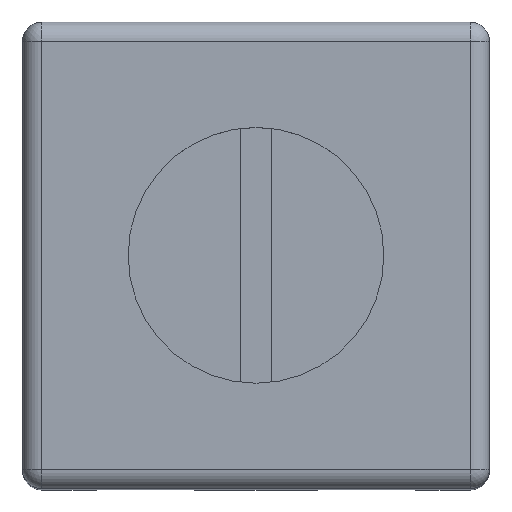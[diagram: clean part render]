
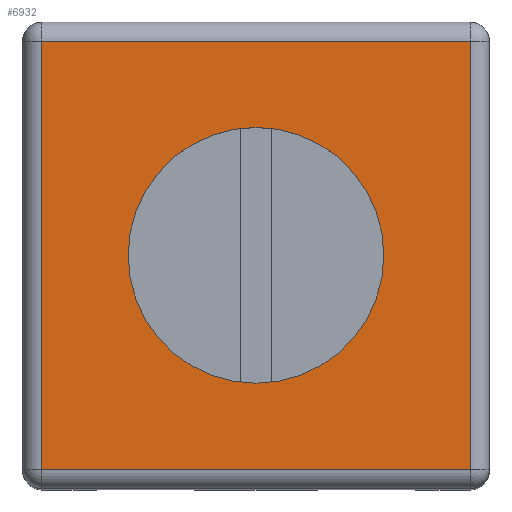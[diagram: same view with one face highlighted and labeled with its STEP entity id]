
A CAD part, top view. The second image highlights one B-rep face of the part: STEP entity #6932.
In plain terms, the highlighted planar face has unit normal (0, 0, 1).
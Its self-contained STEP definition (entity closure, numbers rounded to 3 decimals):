
#5445 = CYLINDRICAL_SURFACE('',#5446,0.3);
#5446 = AXIS2_PLACEMENT_3D('',#5447,#5448,#5449);
#5447 = CARTESIAN_POINT('',(3.35,3.35,11.2));
#5448 = DIRECTION('',(0.,-1.,0.));
#5449 = DIRECTION('',(0.,0.,-1.));
#5890 = VERTEX_POINT('',#5891);
#5891 = CARTESIAN_POINT('',(3.35,3.35,11.5));
#5933 = EDGE_CURVE('',#5890,#5934,#5936,.T.);
#5934 = VERTEX_POINT('',#5935);
#5935 = CARTESIAN_POINT('',(3.35,-3.35,11.5));
#5936 = SURFACE_CURVE('',#5937,(#5941,#5948),.PCURVE_S1.);
#5937 = LINE('',#5938,#5939);
#5938 = CARTESIAN_POINT('',(3.35,3.35,11.5));
#5939 = VECTOR('',#5940,1.);
#5940 = DIRECTION('',(0.,-1.,0.));
#5941 = PCURVE('',#5445,#5942);
#5942 = DEFINITIONAL_REPRESENTATION('',(#5943),#5947);
#5943 = LINE('',#5944,#5945);
#5944 = CARTESIAN_POINT('',(3.142,0.));
#5945 = VECTOR('',#5946,1.);
#5946 = DIRECTION('',(0.,1.));
#5947 = ( GEOMETRIC_REPRESENTATION_CONTEXT(2) 
PARAMETRIC_REPRESENTATION_CONTEXT() REPRESENTATION_CONTEXT('2D SPACE',''
  ) );
#5948 = PCURVE('',#5949,#5954);
#5949 = PLANE('',#5950);
#5950 = AXIS2_PLACEMENT_3D('',#5951,#5952,#5953);
#5951 = CARTESIAN_POINT('',(-3.35,3.35,11.5));
#5952 = DIRECTION('',(0.,0.,1.));
#5953 = DIRECTION('',(1.,0.,0.));
#5954 = DEFINITIONAL_REPRESENTATION('',(#5955),#5959);
#5955 = LINE('',#5956,#5957);
#5956 = CARTESIAN_POINT('',(6.7,0.));
#5957 = VECTOR('',#5958,1.);
#5958 = DIRECTION('',(0.,-1.));
#5959 = ( GEOMETRIC_REPRESENTATION_CONTEXT(2) 
PARAMETRIC_REPRESENTATION_CONTEXT() REPRESENTATION_CONTEXT('2D SPACE',''
  ) );
#6503 = CYLINDRICAL_SURFACE('',#6504,2.);
#6504 = AXIS2_PLACEMENT_3D('',#6505,#6506,#6507);
#6505 = CARTESIAN_POINT('',(0.,0.,11.5));
#6506 = DIRECTION('',(0.,0.,1.));
#6507 = DIRECTION('',(1.,0.,0.));
#6775 = CYLINDRICAL_SURFACE('',#6776,0.3);
#6776 = AXIS2_PLACEMENT_3D('',#6777,#6778,#6779);
#6777 = CARTESIAN_POINT('',(-3.35,3.35,11.2));
#6778 = DIRECTION('',(1.,0.,0.));
#6779 = DIRECTION('',(0.,0.,-1.));
#6932 = ADVANCED_FACE('',(#6933,#7013),#5949,.T.);
#6933 = FACE_BOUND('',#6934,.T.);
#6934 = EDGE_LOOP('',(#6935,#6958,#6986,#7012));
#6935 = ORIENTED_EDGE('',*,*,#6936,.F.);
#6936 = EDGE_CURVE('',#6937,#5890,#6939,.T.);
#6937 = VERTEX_POINT('',#6938);
#6938 = CARTESIAN_POINT('',(-3.35,3.35,11.5));
#6939 = SURFACE_CURVE('',#6940,(#6944,#6951),.PCURVE_S1.);
#6940 = LINE('',#6941,#6942);
#6941 = CARTESIAN_POINT('',(-3.35,3.35,11.5));
#6942 = VECTOR('',#6943,1.);
#6943 = DIRECTION('',(1.,0.,0.));
#6944 = PCURVE('',#5949,#6945);
#6945 = DEFINITIONAL_REPRESENTATION('',(#6946),#6950);
#6946 = LINE('',#6947,#6948);
#6947 = CARTESIAN_POINT('',(0.,0.));
#6948 = VECTOR('',#6949,1.);
#6949 = DIRECTION('',(1.,0.));
#6950 = ( GEOMETRIC_REPRESENTATION_CONTEXT(2) 
PARAMETRIC_REPRESENTATION_CONTEXT() REPRESENTATION_CONTEXT('2D SPACE',''
  ) );
#6951 = PCURVE('',#6775,#6952);
#6952 = DEFINITIONAL_REPRESENTATION('',(#6953),#6957);
#6953 = LINE('',#6954,#6955);
#6954 = CARTESIAN_POINT('',(3.142,0.));
#6955 = VECTOR('',#6956,1.);
#6956 = DIRECTION('',(0.,1.));
#6957 = ( GEOMETRIC_REPRESENTATION_CONTEXT(2) 
PARAMETRIC_REPRESENTATION_CONTEXT() REPRESENTATION_CONTEXT('2D SPACE',''
  ) );
#6958 = ORIENTED_EDGE('',*,*,#6959,.F.);
#6959 = EDGE_CURVE('',#6960,#6937,#6962,.T.);
#6960 = VERTEX_POINT('',#6961);
#6961 = CARTESIAN_POINT('',(-3.35,-3.35,11.5));
#6962 = SURFACE_CURVE('',#6963,(#6967,#6974),.PCURVE_S1.);
#6963 = LINE('',#6964,#6965);
#6964 = CARTESIAN_POINT('',(-3.35,-3.35,11.5));
#6965 = VECTOR('',#6966,1.);
#6966 = DIRECTION('',(0.,1.,0.));
#6967 = PCURVE('',#5949,#6968);
#6968 = DEFINITIONAL_REPRESENTATION('',(#6969),#6973);
#6969 = LINE('',#6970,#6971);
#6970 = CARTESIAN_POINT('',(0.,-6.7));
#6971 = VECTOR('',#6972,1.);
#6972 = DIRECTION('',(0.,1.));
#6973 = ( GEOMETRIC_REPRESENTATION_CONTEXT(2) 
PARAMETRIC_REPRESENTATION_CONTEXT() REPRESENTATION_CONTEXT('2D SPACE',''
  ) );
#6974 = PCURVE('',#6975,#6980);
#6975 = CYLINDRICAL_SURFACE('',#6976,0.3);
#6976 = AXIS2_PLACEMENT_3D('',#6977,#6978,#6979);
#6977 = CARTESIAN_POINT('',(-3.35,-3.35,11.2));
#6978 = DIRECTION('',(0.,1.,0.));
#6979 = DIRECTION('',(0.,0.,-1.));
#6980 = DEFINITIONAL_REPRESENTATION('',(#6981),#6985);
#6981 = LINE('',#6982,#6983);
#6982 = CARTESIAN_POINT('',(3.142,0.));
#6983 = VECTOR('',#6984,1.);
#6984 = DIRECTION('',(0.,1.));
#6985 = ( GEOMETRIC_REPRESENTATION_CONTEXT(2) 
PARAMETRIC_REPRESENTATION_CONTEXT() REPRESENTATION_CONTEXT('2D SPACE',''
  ) );
#6986 = ORIENTED_EDGE('',*,*,#6987,.F.);
#6987 = EDGE_CURVE('',#5934,#6960,#6988,.T.);
#6988 = SURFACE_CURVE('',#6989,(#6993,#7000),.PCURVE_S1.);
#6989 = LINE('',#6990,#6991);
#6990 = CARTESIAN_POINT('',(3.35,-3.35,11.5));
#6991 = VECTOR('',#6992,1.);
#6992 = DIRECTION('',(-1.,0.,0.));
#6993 = PCURVE('',#5949,#6994);
#6994 = DEFINITIONAL_REPRESENTATION('',(#6995),#6999);
#6995 = LINE('',#6996,#6997);
#6996 = CARTESIAN_POINT('',(6.7,-6.7));
#6997 = VECTOR('',#6998,1.);
#6998 = DIRECTION('',(-1.,0.));
#6999 = ( GEOMETRIC_REPRESENTATION_CONTEXT(2) 
PARAMETRIC_REPRESENTATION_CONTEXT() REPRESENTATION_CONTEXT('2D SPACE',''
  ) );
#7000 = PCURVE('',#7001,#7006);
#7001 = CYLINDRICAL_SURFACE('',#7002,0.3);
#7002 = AXIS2_PLACEMENT_3D('',#7003,#7004,#7005);
#7003 = CARTESIAN_POINT('',(3.35,-3.35,11.2));
#7004 = DIRECTION('',(-1.,0.,0.));
#7005 = DIRECTION('',(-0.,0.,-1.));
#7006 = DEFINITIONAL_REPRESENTATION('',(#7007),#7011);
#7007 = LINE('',#7008,#7009);
#7008 = CARTESIAN_POINT('',(3.142,0.));
#7009 = VECTOR('',#7010,1.);
#7010 = DIRECTION('',(0.,1.));
#7011 = ( GEOMETRIC_REPRESENTATION_CONTEXT(2) 
PARAMETRIC_REPRESENTATION_CONTEXT() REPRESENTATION_CONTEXT('2D SPACE',''
  ) );
#7012 = ORIENTED_EDGE('',*,*,#5933,.F.);
#7013 = FACE_BOUND('',#7014,.T.);
#7014 = EDGE_LOOP('',(#7015));
#7015 = ORIENTED_EDGE('',*,*,#7016,.F.);
#7016 = EDGE_CURVE('',#7017,#7017,#7019,.T.);
#7017 = VERTEX_POINT('',#7018);
#7018 = CARTESIAN_POINT('',(2.,0.,11.5));
#7019 = SURFACE_CURVE('',#7020,(#7025,#7032),.PCURVE_S1.);
#7020 = CIRCLE('',#7021,2.);
#7021 = AXIS2_PLACEMENT_3D('',#7022,#7023,#7024);
#7022 = CARTESIAN_POINT('',(0.,0.,11.5));
#7023 = DIRECTION('',(0.,0.,1.));
#7024 = DIRECTION('',(1.,0.,0.));
#7025 = PCURVE('',#5949,#7026);
#7026 = DEFINITIONAL_REPRESENTATION('',(#7027),#7031);
#7027 = CIRCLE('',#7028,2.);
#7028 = AXIS2_PLACEMENT_2D('',#7029,#7030);
#7029 = CARTESIAN_POINT('',(3.35,-3.35));
#7030 = DIRECTION('',(1.,0.));
#7031 = ( GEOMETRIC_REPRESENTATION_CONTEXT(2) 
PARAMETRIC_REPRESENTATION_CONTEXT() REPRESENTATION_CONTEXT('2D SPACE',''
  ) );
#7032 = PCURVE('',#6503,#7033);
#7033 = DEFINITIONAL_REPRESENTATION('',(#7034),#7038);
#7034 = LINE('',#7035,#7036);
#7035 = CARTESIAN_POINT('',(0.,0.));
#7036 = VECTOR('',#7037,1.);
#7037 = DIRECTION('',(1.,0.));
#7038 = ( GEOMETRIC_REPRESENTATION_CONTEXT(2) 
PARAMETRIC_REPRESENTATION_CONTEXT() REPRESENTATION_CONTEXT('2D SPACE',''
  ) );
